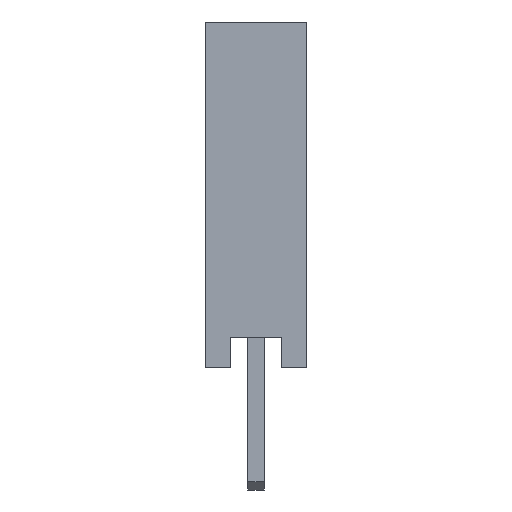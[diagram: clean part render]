
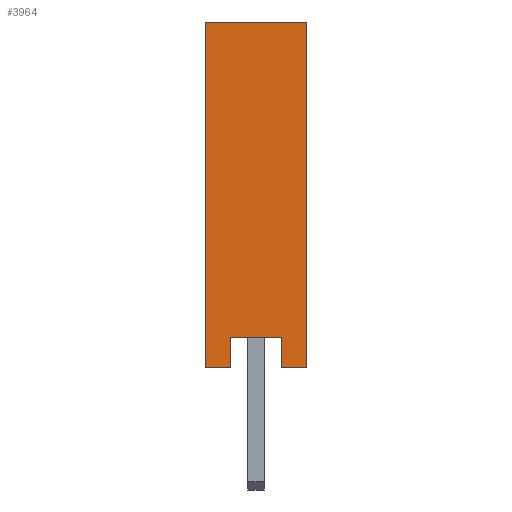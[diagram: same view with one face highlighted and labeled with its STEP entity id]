
A CAD part, front view. The second image highlights one B-rep face of the part: STEP entity #3964.
In plain terms, the highlighted planar face has unit normal (0, -1, 0).
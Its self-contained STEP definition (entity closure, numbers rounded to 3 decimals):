
#76=FACE_OUTER_BOUND('',#320,.T.);
#320=EDGE_LOOP('',(#2667,#2668,#2669,#2670,#2671,#2672,#2673,#2674));
#591=LINE('',#5590,#1149);
#595=LINE('',#5601,#1153);
#596=LINE('',#5603,#1154);
#597=LINE('',#5605,#1155);
#598=LINE('',#5607,#1156);
#599=LINE('',#5608,#1157);
#600=LINE('',#5610,#1158);
#601=LINE('',#5611,#1159);
#1149=VECTOR('',#4533,10.);
#1153=VECTOR('',#4545,10.);
#1154=VECTOR('',#4546,10.);
#1155=VECTOR('',#4547,10.);
#1156=VECTOR('',#4548,10.);
#1157=VECTOR('',#4549,10.);
#1158=VECTOR('',#4550,10.);
#1159=VECTOR('',#4551,10.);
#1692=VERTEX_POINT('',#5583);
#1695=VERTEX_POINT('',#5588);
#1697=VERTEX_POINT('',#5599);
#1698=VERTEX_POINT('',#5600);
#1699=VERTEX_POINT('',#5602);
#1700=VERTEX_POINT('',#5604);
#1701=VERTEX_POINT('',#5606);
#1702=VERTEX_POINT('',#5609);
#2067=EDGE_CURVE('',#1692,#1695,#591,.T.);
#2071=EDGE_CURVE('',#1697,#1698,#595,.T.);
#2072=EDGE_CURVE('',#1698,#1699,#596,.T.);
#2073=EDGE_CURVE('',#1699,#1700,#597,.T.);
#2074=EDGE_CURVE('',#1700,#1701,#598,.T.);
#2075=EDGE_CURVE('',#1701,#1692,#599,.T.);
#2076=EDGE_CURVE('',#1695,#1702,#600,.T.);
#2077=EDGE_CURVE('',#1702,#1697,#601,.T.);
#2667=ORIENTED_EDGE('',*,*,#2071,.T.);
#2668=ORIENTED_EDGE('',*,*,#2072,.T.);
#2669=ORIENTED_EDGE('',*,*,#2073,.T.);
#2670=ORIENTED_EDGE('',*,*,#2074,.T.);
#2671=ORIENTED_EDGE('',*,*,#2075,.T.);
#2672=ORIENTED_EDGE('',*,*,#2067,.T.);
#2673=ORIENTED_EDGE('',*,*,#2076,.T.);
#2674=ORIENTED_EDGE('',*,*,#2077,.T.);
#3721=PLANE('',#4238);
#3964=ADVANCED_FACE('',(#76),#3721,.T.);
#4238=AXIS2_PLACEMENT_3D('',#5598,#4543,#4544);
#4533=DIRECTION('',(-1.,0.,0.));
#4543=DIRECTION('center_axis',(0.,-1.,0.));
#4544=DIRECTION('ref_axis',(0.,0.,-1.));
#4545=DIRECTION('',(0.,0.,1.));
#4546=DIRECTION('',(1.,0.,0.));
#4547=DIRECTION('',(0.,0.,-1.));
#4548=DIRECTION('',(1.,0.,0.));
#4549=DIRECTION('',(0.,0.,1.));
#4550=DIRECTION('',(0.,0.,-1.));
#4551=DIRECTION('',(1.,0.,0.));
#5583=CARTESIAN_POINT('',(1.25,-11.43,8.5));
#5588=CARTESIAN_POINT('',(-1.25,-11.43,8.5));
#5590=CARTESIAN_POINT('',(-1.25,-11.43,8.5));
#5598=CARTESIAN_POINT('Origin',(0.,-11.43,4.25));
#5599=CARTESIAN_POINT('',(-0.625,-11.43,0.));
#5600=CARTESIAN_POINT('',(-0.625,-11.43,0.75));
#5601=CARTESIAN_POINT('',(-0.625,-11.43,0.75));
#5602=CARTESIAN_POINT('',(0.625,-11.43,0.75));
#5603=CARTESIAN_POINT('',(0.625,-11.43,0.75));
#5604=CARTESIAN_POINT('',(0.625,-11.43,0.));
#5605=CARTESIAN_POINT('',(0.625,-11.43,0.));
#5606=CARTESIAN_POINT('',(1.25,-11.43,0.));
#5607=CARTESIAN_POINT('',(1.25,-11.43,0.));
#5608=CARTESIAN_POINT('',(1.25,-11.43,8.5));
#5609=CARTESIAN_POINT('',(-1.25,-11.43,0.));
#5610=CARTESIAN_POINT('',(-1.25,-11.43,0.));
#5611=CARTESIAN_POINT('',(-0.625,-11.43,0.));
